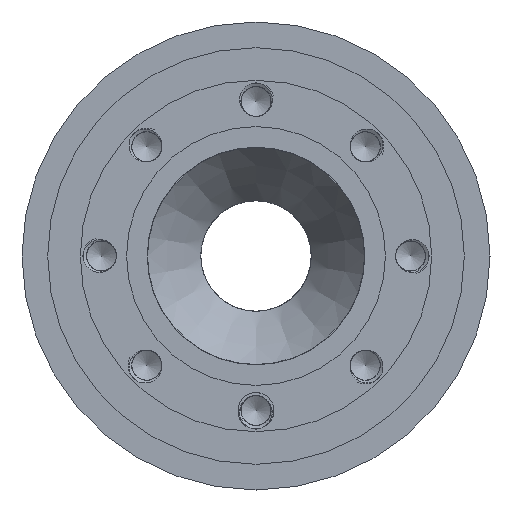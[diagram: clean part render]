
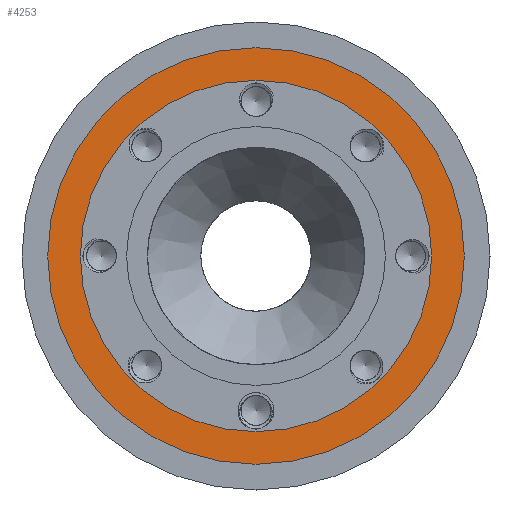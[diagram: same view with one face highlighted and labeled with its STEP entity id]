
A CAD part, left-side view. The second image highlights one B-rep face of the part: STEP entity #4253.
In plain terms, the highlighted planar face has unit normal (-1, 0, 0).
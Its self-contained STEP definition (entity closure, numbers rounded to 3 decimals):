
#41=FACE_BOUND('',#567,.T.);
#70=PLANE('',#4554);
#314=FACE_OUTER_BOUND('',#566,.T.);
#566=EDGE_LOOP('',(#3751));
#567=EDGE_LOOP('',(#3752));
#660=CIRCLE('',#4553,20.25);
#661=CIRCLE('',#4555,17.08);
#1861=VERTEX_POINT('',#18586);
#1862=VERTEX_POINT('',#18590);
#2505=EDGE_CURVE('',#1861,#1861,#660,.T.);
#2506=EDGE_CURVE('',#1862,#1862,#661,.T.);
#3751=ORIENTED_EDGE('',*,*,#2505,.T.);
#3752=ORIENTED_EDGE('',*,*,#2506,.F.);
#4253=ADVANCED_FACE('',(#314,#41),#70,.T.);
#4553=AXIS2_PLACEMENT_3D('',#18588,#5306,#5307);
#4554=AXIS2_PLACEMENT_3D('',#18589,#5308,#5309);
#4555=AXIS2_PLACEMENT_3D('',#18591,#5310,#5311);
#5306=DIRECTION('center_axis',(-1.,0.,0.));
#5307=DIRECTION('ref_axis',(0.,0.,1.));
#5308=DIRECTION('center_axis',(-1.,0.,0.));
#5309=DIRECTION('ref_axis',(0.,0.,1.));
#5310=DIRECTION('center_axis',(-1.,0.,0.));
#5311=DIRECTION('ref_axis',(0.,0.,1.));
#18586=CARTESIAN_POINT('',(4.986,0.,-20.25));
#18588=CARTESIAN_POINT('Origin',(4.986,0.,0.));
#18589=CARTESIAN_POINT('Origin',(4.986,0.,17.08));
#18590=CARTESIAN_POINT('',(4.986,0.,-17.08));
#18591=CARTESIAN_POINT('Origin',(4.986,0.,0.));
